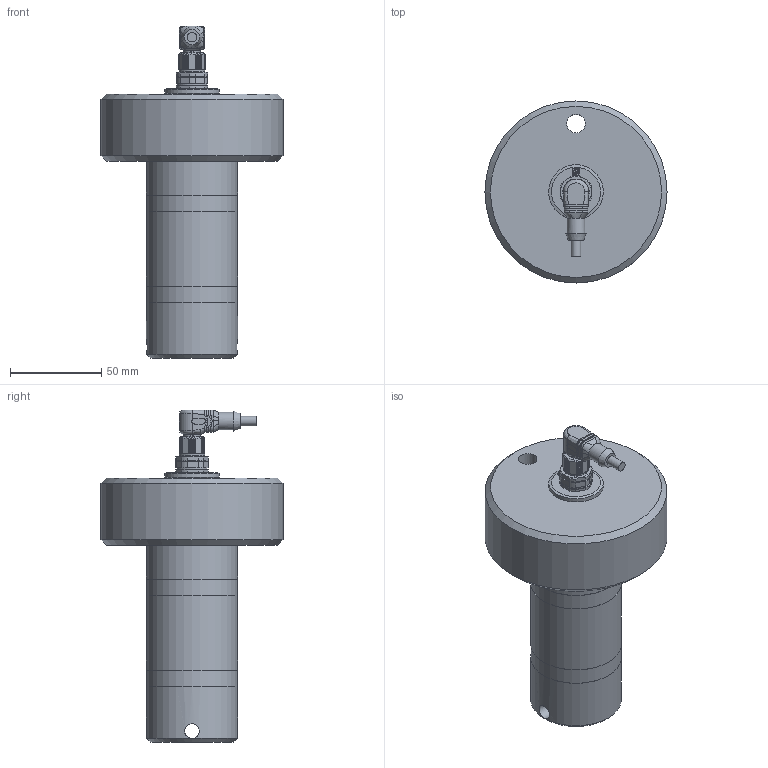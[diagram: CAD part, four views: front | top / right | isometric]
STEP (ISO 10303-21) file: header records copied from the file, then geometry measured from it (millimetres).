
FILE_DESCRIPTION (( 'STEP AP203' ), '1' );
FILE_NAME ('a_KMB50-100k...250k-S2.STEP', '2024-10-28T16:01:17', ( '' ), ( '' ), 'SwSTEP 2.0', 'SolidWorks 2023', '' );
FILE_SCHEMA (( 'CONFIG_CONTROL_DESIGN' ));
Length unit declared in the file: millimetre
Products named in the file (6): Option S2; X02045Z1 SKINDICHT MR-M 25x1,5 _ 16x1,5      Art_ Nr_ 52104313; X02295Z1 Kabelbuchse gewinkelt M12 (HoTec); X02163Z1 Einschraubstecker M16x1,5 EC-FSD4-0,5_16 8027469(2); a_KMB50-100k...150k-S2_Angebot; a_KMB50-100k...250k-S2
Assembly tree (5 placements, depth 3):
  a_KMB50-100k...250k-S2
    a_KMB50-100k...150k-S2_Angebot
    X02045Z1 SKINDICHT MR-M 25x1,5 _ 16x1,5      Art_ Nr_ 52104313
    Option S2
      X02295Z1 Kabelbuchse gewinkelt M12 (HoTec)
      X02163Z1 Einschraubstecker M16x1,5 EC-FSD4-0,5_16 8027469(2)
Bounding box: 100 x 100 x 182.35 mm (x, y, z)
Volume: 500332.1 mm3; surface area: 54648.5 mm2
Topology: 4 solids, 9 shells, 723 faces, 1905 edges, 1230 vertices
Faces by surface type: plane 386, cylinder 190, cone 81, bspline 63, torus 3
Full cylindrical faces by diameter (mm): 1 x8, 1.1 x4, 1.15 x4, 1.2 x1, 1.5 x4, 1.55 x8, 1.6 x8, 1.85 x4, 5.2 x1, 7.65 x1, 8 x1, 8.375 x1, 8.42 x1, 9.22 x1, 9.3 x1, 9.6 x1, 9.7 x1, 9.95 x1, 10.2 x1, 10.4 x1, 10.8 x1, 11 x1, 12 x1, 13.5 x2, 14 x1, 14.16 x1, 16 x1, 16.7 x1, 23.16 x1, 23.5 x1
Entity records: 25218 total; most frequent: CARTESIAN_POINT 8149, ORIENTED_EDGE 3430, DIRECTION 3159, EDGE_CURVE 1715, VERTEX_POINT 1165, AXIS2_PLACEMENT_3D 1132, EDGE_LOOP 902, LINE 895
